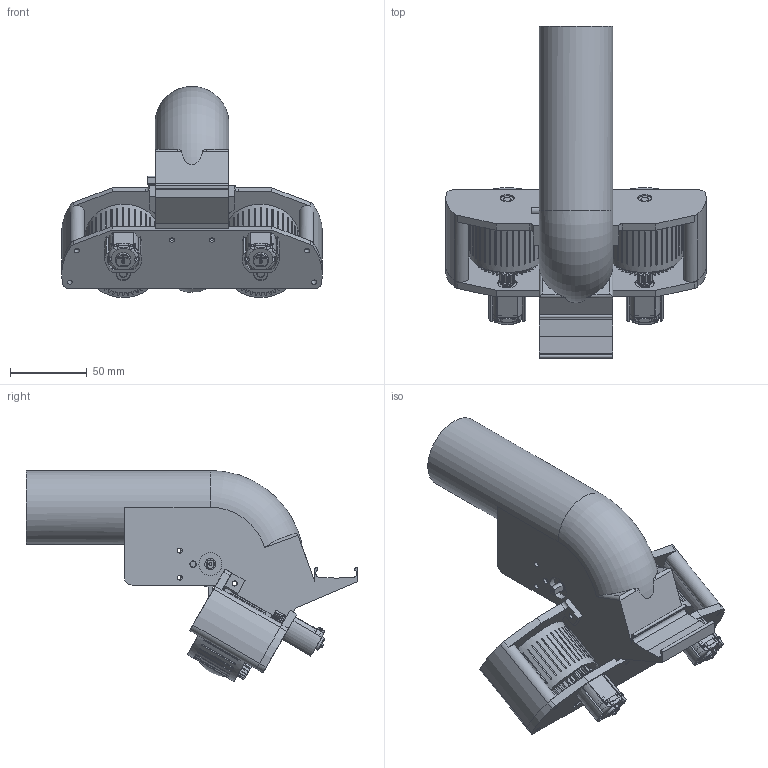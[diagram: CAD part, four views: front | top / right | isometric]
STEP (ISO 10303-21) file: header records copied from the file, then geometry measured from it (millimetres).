
FILE_DESCRIPTION(/* description */ (''),/* implementation_level */ '2;1');
FILE_NAME(/* name */ 'Ping Pong Ball Shooter v29.step',/* time_stamp */ '2024-07-24T04:36:58-04:00',/* author */ (''),/* organization */ (''),/* preprocessor_version */ 'ST-DEVELOPER v20',/* originating_system */ 'Autodesk Translation Framework v13.14.0.145',/* authorisation */ '');
FILE_SCHEMA (('AUTOMOTIVE_DESIGN { 1 0 10303 214 3 1 1 }'));
Length unit declared in the file: millimetre
Products named in the file (34): Ping Pong Ball Shooter; Container Tube; Feeder Roller; TT Motor; TT Motor_1; Part 8; Surface 1; Part 7; Part 6; Part 5; Part 4; Part 3; Part 2; Part 1; Ping Pong Ball; Two Motor Flywheel; type_fa130; type_fa130_1; housing; endbell; brushholder; brush; bush; shaft; Motor and Flywheel Mount; 11mm OD 5mm ID Bearing; 11mm OD 5mm ID Bearing (1); 11mm OD 5mm ID Bearing (2); 11mm OD 5mm ID Bearing (3); 50mm Flywheel; 50mm Flywheel_1; Flywheel Motor Pinion; Component1; Motor + Flywheel Mount 2
Assembly tree (43 placements, depth 4):
  Ping Pong Ball Shooter
    Container Tube
    Feeder Roller
    TT Motor
      TT Motor_1
        Part 8
        Surface 1
        Part 7
        Part 6
        Part 5
        Part 4
        Part 3
        Part 2
        Part 1
    Ping Pong Ball
    Two Motor Flywheel
      type_fa130
        housing
        endbell
        brushholder
        brush  x2
        bush
        shaft
      type_fa130_1
        housing
        endbell
        brushholder
        brush  x2
        bush
        shaft
      Motor and Flywheel Mount
      11mm OD 5mm ID Bearing
      11mm OD 5mm ID Bearing (1)
      11mm OD 5mm ID Bearing (2)
      11mm OD 5mm ID Bearing (3)
      50mm Flywheel  x2
        50mm Flywheel_1
      Flywheel Motor Pinion  x2
        Component1
      Motor + Flywheel Mount 2
Bounding box: 169.89 x 216.09 x 137.46 mm (x, y, z)
Volume: 421423.2 mm3; surface area: 169907.6 mm2
Topology: 35 solids, 36 shells, 2325 faces, 6703 edges, 3920 vertices
Faces by surface type: plane 1107, cylinder 628, bspline 338, sphere 185, torus 43, cone 24
Full cylindrical faces by diameter (mm): 1.8 x1, 1.9 x2, 2 x4, 2.1 x6, 2.3 x4, 2.8 x3, 3 x3, 3.3 x11, 3.8 x1, 4 x2, 4.15 x1, 4.8 x4, 5 x4, 5.4 x2, 5.45 x2, 5.55 x2, 5.7 x1, 6.15 x2, 6.5 x4, 7.2 x1, 9 x4, 9.9 x2, 10 x2, 11 x4, 11.2 x4, 12.8 x2, 15 x1, 44 x1, 48 x1, 50 x2
Entity records: 52469 total; most frequent: CARTESIAN_POINT 19097, ORIENTED_EDGE 7132, DIRECTION 6203, EDGE_CURVE 3572, VERTEX_POINT 2217, AXIS2_PLACEMENT_3D 2141, LINE 1921, VECTOR 1921
